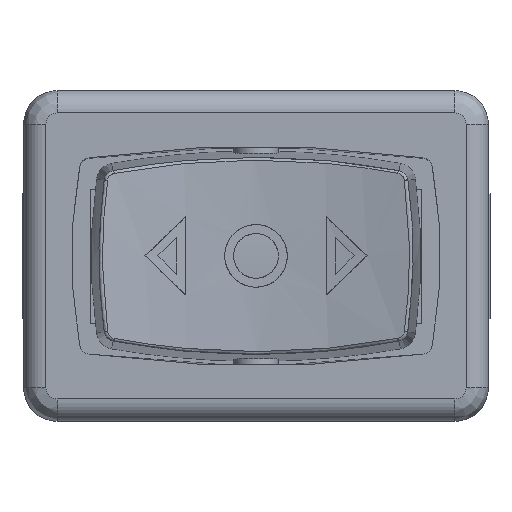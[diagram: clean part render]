
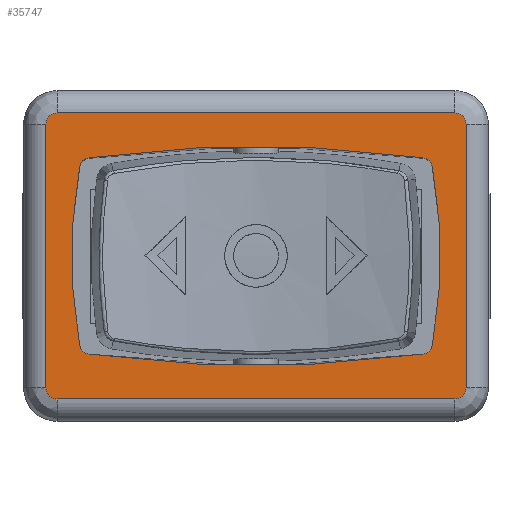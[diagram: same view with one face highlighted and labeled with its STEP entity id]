
A CAD part, top view. The second image highlights one B-rep face of the part: STEP entity #35747.
In plain terms, the highlighted planar face has unit normal (0, 0, 1).
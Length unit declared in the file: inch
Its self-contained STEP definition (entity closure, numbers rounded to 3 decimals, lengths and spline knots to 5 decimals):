
#34901=CARTESIAN_POINT('',(0.29401,0.17305,0.62992));
#34902=VERTEX_POINT('',#34901);
#34909=CARTESIAN_POINT('',(-0.29401,0.17305,0.62992));
#34910=VERTEX_POINT('',#34909);
#34911=CARTESIAN_POINT('',(0.,-1.97226,0.62992));
#34912=DIRECTION('',(0.0,0.0,-1.0));
#34913=DIRECTION('',(-0.136,-0.991,0.0));
#34914=AXIS2_PLACEMENT_3D('',#34911,#34912,#34913);
#34915=CIRCLE('',#34914,2.16535);
#34916=EDGE_CURVE('',#34910,#34902,#34915,.T.);
#34947=CARTESIAN_POINT('',(-0.3107,0.15711,0.62992));
#34948=VERTEX_POINT('',#34947);
#34949=CARTESIAN_POINT('',(-0.29134,0.15354,0.62992));
#34950=DIRECTION('',(0.0,0.0,-1.0));
#34951=DIRECTION('',(0.136,-0.991,0.0));
#34952=AXIS2_PLACEMENT_3D('',#34949,#34950,#34951);
#34953=CIRCLE('',#34952,0.01969);
#34954=EDGE_CURVE('',#34948,#34910,#34953,.T.);
#34980=CARTESIAN_POINT('',(-0.3107,-0.15711,0.62992));
#34981=VERTEX_POINT('',#34980);
#34982=CARTESIAN_POINT('',(0.54108,0.,0.62992));
#34983=DIRECTION('',(0.0,0.0,-1.0));
#34984=DIRECTION('',(0.983,-0.181,0.0));
#34985=AXIS2_PLACEMENT_3D('',#34982,#34983,#34984);
#34986=CIRCLE('',#34985,0.86614);
#34987=EDGE_CURVE('',#34981,#34948,#34986,.T.);
#35013=CARTESIAN_POINT('',(-0.29401,-0.17305,0.62992));
#35014=VERTEX_POINT('',#35013);
#35015=CARTESIAN_POINT('',(-0.29134,-0.15354,0.62992));
#35016=DIRECTION('',(0.0,0.0,-1.0));
#35017=DIRECTION('',(0.983,0.181,0.0));
#35018=AXIS2_PLACEMENT_3D('',#35015,#35016,#35017);
#35019=CIRCLE('',#35018,0.01969);
#35020=EDGE_CURVE('',#35014,#34981,#35019,.T.);
#35046=CARTESIAN_POINT('',(0.29401,-0.17305,0.62992));
#35047=VERTEX_POINT('',#35046);
#35048=CARTESIAN_POINT('',(0.,1.97226,0.62992));
#35049=DIRECTION('',(0.0,0.0,-1.0));
#35050=DIRECTION('',(0.136,0.991,0.0));
#35051=AXIS2_PLACEMENT_3D('',#35048,#35049,#35050);
#35052=CIRCLE('',#35051,2.16535);
#35053=EDGE_CURVE('',#35047,#35014,#35052,.T.);
#35084=CARTESIAN_POINT('',(0.3107,-0.15711,0.62992));
#35085=VERTEX_POINT('',#35084);
#35086=CARTESIAN_POINT('',(0.29134,-0.15354,0.62992));
#35087=DIRECTION('',(0.0,0.0,-1.0));
#35088=DIRECTION('',(-0.136,0.991,0.0));
#35089=AXIS2_PLACEMENT_3D('',#35086,#35087,#35088);
#35090=CIRCLE('',#35089,0.01969);
#35091=EDGE_CURVE('',#35085,#35047,#35090,.T.);
#35117=CARTESIAN_POINT('',(0.3107,0.15711,0.62992));
#35118=VERTEX_POINT('',#35117);
#35119=CARTESIAN_POINT('',(-0.54108,0.,0.62992));
#35120=DIRECTION('',(0.0,0.0,-1.0));
#35121=DIRECTION('',(-0.983,0.181,0.0));
#35122=AXIS2_PLACEMENT_3D('',#35119,#35120,#35121);
#35123=CIRCLE('',#35122,0.86614);
#35124=EDGE_CURVE('',#35118,#35085,#35123,.T.);
#35148=CARTESIAN_POINT('',(0.29134,0.15354,0.62992));
#35149=DIRECTION('',(0.0,0.0,-1.0));
#35150=DIRECTION('',(-0.983,-0.181,0.0));
#35151=AXIS2_PLACEMENT_3D('',#35148,#35149,#35150);
#35152=CIRCLE('',#35151,0.01969);
#35153=EDGE_CURVE('',#34902,#35118,#35152,.T.);
#35200=CARTESIAN_POINT('',(-0.37008,-0.23228,0.62992));
#35201=VERTEX_POINT('',#35200);
#35209=CARTESIAN_POINT('',(-0.37008,0.23228,0.62992));
#35210=VERTEX_POINT('',#35209);
#35211=CARTESIAN_POINT('',(-0.37008,-0.23228,0.62992));
#35212=DIRECTION('',(0.0,1.0,0.0));
#35213=VECTOR('',#35212,0.46457);
#35214=LINE('',#35211,#35213);
#35215=EDGE_CURVE('',#35201,#35210,#35214,.T.);
#35290=CARTESIAN_POINT('',(-0.35039,-0.25197,0.62992));
#35291=VERTEX_POINT('',#35290);
#35299=CARTESIAN_POINT('',(-0.35039,-0.23228,0.62992));
#35300=DIRECTION('',(0.0,0.0,-1.0));
#35301=DIRECTION('',(-0.707,-0.707,0.0));
#35302=AXIS2_PLACEMENT_3D('',#35299,#35300,#35301);
#35303=CIRCLE('',#35302,0.01969);
#35304=EDGE_CURVE('',#35291,#35201,#35303,.T.);
#35370=CARTESIAN_POINT('',(-0.35039,0.25197,0.62992));
#35371=VERTEX_POINT('',#35370);
#35389=CARTESIAN_POINT('',(-0.35039,0.23228,0.62992));
#35390=DIRECTION('',(0.0,0.0,-1.0));
#35391=DIRECTION('',(-0.707,0.707,0.0));
#35392=AXIS2_PLACEMENT_3D('',#35389,#35390,#35391);
#35393=CIRCLE('',#35392,0.01969);
#35394=EDGE_CURVE('',#35210,#35371,#35393,.T.);
#35406=CARTESIAN_POINT('',(0.35039,-0.25197,0.62992));
#35407=VERTEX_POINT('',#35406);
#35415=CARTESIAN_POINT('',(0.35039,-0.25197,0.62992));
#35416=DIRECTION('',(-1.0,0.0,0.0));
#35417=VECTOR('',#35416,0.70079);
#35418=LINE('',#35415,#35417);
#35419=EDGE_CURVE('',#35407,#35291,#35418,.T.);
#35436=CARTESIAN_POINT('',(0.35039,0.25197,0.62992));
#35437=VERTEX_POINT('',#35436);
#35454=CARTESIAN_POINT('',(-0.35039,0.25197,0.62992));
#35455=DIRECTION('',(1.0,0.0,0.0));
#35456=VECTOR('',#35455,0.70079);
#35457=LINE('',#35454,#35456);
#35458=EDGE_CURVE('',#35371,#35437,#35457,.T.);
#35518=CARTESIAN_POINT('',(0.37008,-0.23228,0.62992));
#35519=VERTEX_POINT('',#35518);
#35527=CARTESIAN_POINT('',(0.35039,-0.23228,0.62992));
#35528=DIRECTION('',(0.0,0.0,-1.0));
#35529=DIRECTION('',(0.707,-0.707,0.0));
#35530=AXIS2_PLACEMENT_3D('',#35527,#35528,#35529);
#35531=CIRCLE('',#35530,0.01969);
#35532=EDGE_CURVE('',#35519,#35407,#35531,.T.);
#35598=CARTESIAN_POINT('',(0.37008,0.23228,0.62992));
#35599=VERTEX_POINT('',#35598);
#35617=CARTESIAN_POINT('',(0.35039,0.23228,0.62992));
#35618=DIRECTION('',(0.0,0.0,-1.0));
#35619=DIRECTION('',(0.707,0.707,0.0));
#35620=AXIS2_PLACEMENT_3D('',#35617,#35618,#35619);
#35621=CIRCLE('',#35620,0.01969);
#35622=EDGE_CURVE('',#35437,#35599,#35621,.T.);
#35640=CARTESIAN_POINT('',(0.37008,0.23228,0.62992));
#35641=DIRECTION('',(0.0,-1.0,0.0));
#35642=VECTOR('',#35641,0.46457);
#35643=LINE('',#35640,#35642);
#35644=EDGE_CURVE('',#35599,#35519,#35643,.T.);
#35722=CARTESIAN_POINT('',(-0.40709,-0.27717,0.62992));
#35723=DIRECTION('',(0.0,0.0,1.0));
#35724=DIRECTION('',(1.0,0.0,0.0));
#35725=AXIS2_PLACEMENT_3D('',#35722,#35723,#35724);
#35726=PLANE('',#35725);
#35727=ORIENTED_EDGE('',*,*,#35215,.F.);
#35728=ORIENTED_EDGE('',*,*,#35304,.F.);
#35729=ORIENTED_EDGE('',*,*,#35419,.F.);
#35730=ORIENTED_EDGE('',*,*,#35532,.F.);
#35731=ORIENTED_EDGE('',*,*,#35644,.F.);
#35732=ORIENTED_EDGE('',*,*,#35622,.F.);
#35733=ORIENTED_EDGE('',*,*,#35458,.F.);
#35734=ORIENTED_EDGE('',*,*,#35394,.F.);
#35735=EDGE_LOOP('',(#35727,#35728,#35729,#35730,#35731,#35732,#35733,#35734));
#35736=FACE_OUTER_BOUND('',#35735,.T.);
#35737=ORIENTED_EDGE('',*,*,#34916,.T.);
#35738=ORIENTED_EDGE('',*,*,#35153,.T.);
#35739=ORIENTED_EDGE('',*,*,#35124,.T.);
#35740=ORIENTED_EDGE('',*,*,#35091,.T.);
#35741=ORIENTED_EDGE('',*,*,#35053,.T.);
#35742=ORIENTED_EDGE('',*,*,#35020,.T.);
#35743=ORIENTED_EDGE('',*,*,#34987,.T.);
#35744=ORIENTED_EDGE('',*,*,#34954,.T.);
#35745=EDGE_LOOP('',(#35737,#35738,#35739,#35740,#35741,#35742,#35743,#35744));
#35746=FACE_BOUND('',#35745,.T.);
#35747=ADVANCED_FACE('',(#35736,#35746),#35726,.T.);
